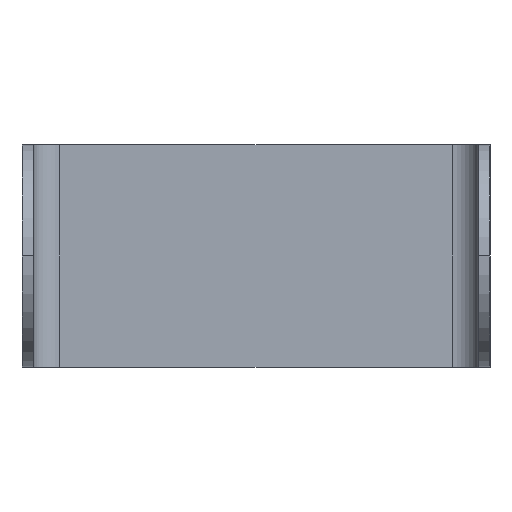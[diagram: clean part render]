
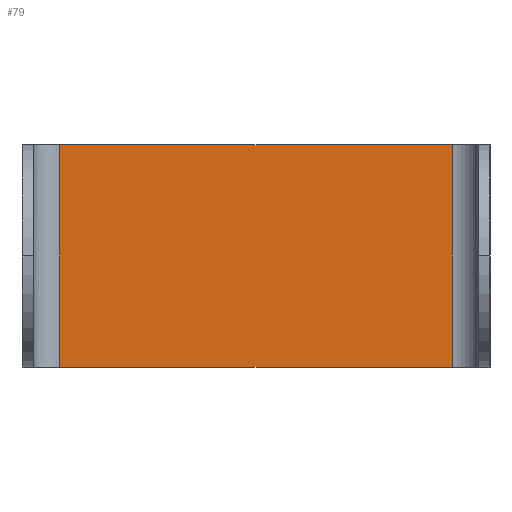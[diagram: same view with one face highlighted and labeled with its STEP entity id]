
A CAD part, front view. The second image highlights one B-rep face of the part: STEP entity #79.
In plain terms, the highlighted planar face has unit normal (0, -1, 0).
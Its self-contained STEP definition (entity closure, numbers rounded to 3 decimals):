
#37 = EDGE_CURVE ( 'NONE', #1231, #515, #672, .T. ) ;
#38 = VECTOR ( 'NONE', #862, 1000. ) ;
#79 = ADVANCED_FACE ( 'NONE', ( #193 ), #1259, .F. ) ;
#193 = FACE_OUTER_BOUND ( 'NONE', #211, .T. ) ;
#203 = CARTESIAN_POINT ( 'NONE',  ( -88., 180., 50. ) ) ;
#211 = EDGE_LOOP ( 'NONE', ( #852, #703, #386, #592 ) ) ;
#249 = CARTESIAN_POINT ( 'NONE',  ( -105., 180., 50. ) ) ;
#272 = CARTESIAN_POINT ( 'NONE',  ( -105., 180., -50. ) ) ;
#302 = CARTESIAN_POINT ( 'NONE',  ( 88., 180., 50. ) ) ;
#332 = CARTESIAN_POINT ( 'NONE',  ( 88., 180., 50. ) ) ;
#340 = LINE ( 'NONE', #249, #580 ) ;
#377 = CARTESIAN_POINT ( 'NONE',  ( -105., 180., 50. ) ) ;
#386 = ORIENTED_EDGE ( 'NONE', *, *, #994, .F. ) ;
#440 = VERTEX_POINT ( 'NONE', #617 ) ;
#481 = VERTEX_POINT ( 'NONE', #302 ) ;
#515 = VERTEX_POINT ( 'NONE', #519 ) ;
#519 = CARTESIAN_POINT ( 'NONE',  ( -88., 180., -50. ) ) ;
#570 = AXIS2_PLACEMENT_3D ( 'NONE', #377, #762, #1160 ) ;
#580 = VECTOR ( 'NONE', #1122, 1000. ) ;
#592 = ORIENTED_EDGE ( 'NONE', *, *, #37, .T. ) ;
#617 = CARTESIAN_POINT ( 'NONE',  ( 88., 180., -50. ) ) ;
#618 = EDGE_CURVE ( 'NONE', #481, #440, #1214, .T. ) ;
#672 = LINE ( 'NONE', #755, #726 ) ;
#703 = ORIENTED_EDGE ( 'NONE', *, *, #618, .F. ) ;
#726 = VECTOR ( 'NONE', #1242, 1000. ) ;
#739 = EDGE_CURVE ( 'NONE', #515, #440, #854, .T. ) ;
#755 = CARTESIAN_POINT ( 'NONE',  ( -88., 180., 50. ) ) ;
#762 = DIRECTION ( 'NONE',  ( 0., 1., 0. ) ) ;
#852 = ORIENTED_EDGE ( 'NONE', *, *, #739, .T. ) ;
#854 = LINE ( 'NONE', #272, #38 ) ;
#862 = DIRECTION ( 'NONE',  ( 1., 0., 0. ) ) ;
#917 = DIRECTION ( 'NONE',  ( 0., 0., -1. ) ) ;
#994 = EDGE_CURVE ( 'NONE', #1231, #481, #340, .T. ) ;
#1122 = DIRECTION ( 'NONE',  ( 1., 0., 0. ) ) ;
#1160 = DIRECTION ( 'NONE',  ( 0., 0., 1. ) ) ;
#1214 = LINE ( 'NONE', #332, #1267 ) ;
#1231 = VERTEX_POINT ( 'NONE', #203 ) ;
#1242 = DIRECTION ( 'NONE',  ( 0., 0., -1. ) ) ;
#1259 = PLANE ( 'NONE',  #570 ) ;
#1267 = VECTOR ( 'NONE', #917, 1000. ) ;
